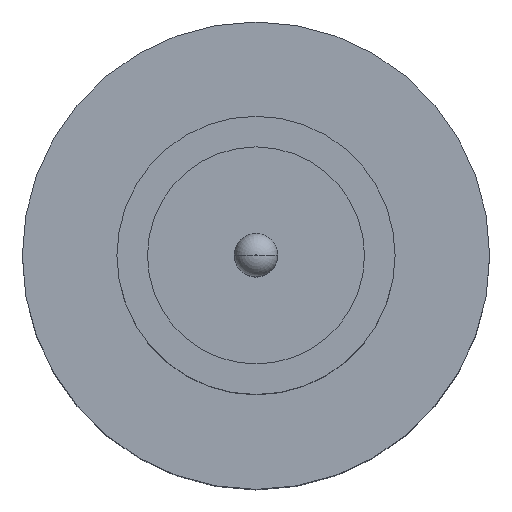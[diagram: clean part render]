
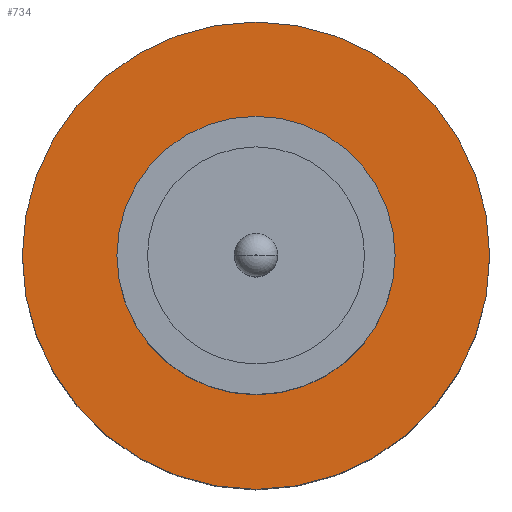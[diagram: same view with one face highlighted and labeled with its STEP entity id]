
A CAD part, top view. The second image highlights one B-rep face of the part: STEP entity #734.
In plain terms, the highlighted planar face has unit normal (0, 0, 1).
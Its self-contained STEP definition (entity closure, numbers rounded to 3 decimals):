
#57 = CARTESIAN_POINT ( 'NONE',  ( -1.25, 0., 1.55 ) ) ;
#63 = VERTEX_POINT ( 'NONE', #682 ) ;
#70 = CARTESIAN_POINT ( 'NONE',  ( 0., 0., 1.55 ) ) ;
#78 = CIRCLE ( 'NONE', #368, 1.25 ) ;
#94 = CIRCLE ( 'NONE', #261, 2.1 ) ;
#96 = AXIS2_PLACEMENT_3D ( 'NONE', #812, #816, #360 ) ;
#104 = ORIENTED_EDGE ( 'NONE', *, *, #398, .F. ) ;
#119 = EDGE_CURVE ( 'NONE', #326, #155, #94, .T. ) ;
#155 = VERTEX_POINT ( 'NONE', #239 ) ;
#187 = DIRECTION ( 'NONE',  ( 1., 0., 0. ) ) ;
#238 = DIRECTION ( 'NONE',  ( 1., 0., 0. ) ) ;
#239 = CARTESIAN_POINT ( 'NONE',  ( -2.1, 0., 1.55 ) ) ;
#249 = CIRCLE ( 'NONE', #96, 1.25 ) ;
#261 = AXIS2_PLACEMENT_3D ( 'NONE', #70, #936, #461 ) ;
#322 = DIRECTION ( 'NONE',  ( 1., 0., 0. ) ) ;
#326 = VERTEX_POINT ( 'NONE', #791 ) ;
#351 = EDGE_LOOP ( 'NONE', ( #104, #509 ) ) ;
#360 = DIRECTION ( 'NONE',  ( 1., 0., 0. ) ) ;
#368 = AXIS2_PLACEMENT_3D ( 'NONE', #736, #648, #187 ) ;
#391 = DIRECTION ( 'NONE',  ( 0., 0., 1. ) ) ;
#398 = EDGE_CURVE ( 'NONE', #63, #681, #78, .T. ) ;
#461 = DIRECTION ( 'NONE',  ( 1., 0., 0. ) ) ;
#509 = ORIENTED_EDGE ( 'NONE', *, *, #531, .F. ) ;
#521 = AXIS2_PLACEMENT_3D ( 'NONE', #1008, #772, #322 ) ;
#531 = EDGE_CURVE ( 'NONE', #681, #63, #249, .T. ) ;
#634 = CARTESIAN_POINT ( 'NONE',  ( 0., 0., 1.55 ) ) ;
#640 = EDGE_LOOP ( 'NONE', ( #914, #733 ) ) ;
#648 = DIRECTION ( 'NONE',  ( 0., 0., 1. ) ) ;
#681 = VERTEX_POINT ( 'NONE', #57 ) ;
#682 = CARTESIAN_POINT ( 'NONE',  ( 1.25, 0., 1.55 ) ) ;
#698 = EDGE_CURVE ( 'NONE', #155, #326, #969, .T. ) ;
#732 = FACE_BOUND ( 'NONE', #351, .T. ) ;
#733 = ORIENTED_EDGE ( 'NONE', *, *, #119, .T. ) ;
#734 = ADVANCED_FACE ( 'NONE', ( #732, #912 ), #938, .T. ) ;
#736 = CARTESIAN_POINT ( 'NONE',  ( 0., 0., 1.55 ) ) ;
#772 = DIRECTION ( 'NONE',  ( 0., 0., 1. ) ) ;
#791 = CARTESIAN_POINT ( 'NONE',  ( 2.1, 0., 1.55 ) ) ;
#812 = CARTESIAN_POINT ( 'NONE',  ( 0., 0., 1.55 ) ) ;
#816 = DIRECTION ( 'NONE',  ( 0., 0., 1. ) ) ;
#912 = FACE_OUTER_BOUND ( 'NONE', #640, .T. ) ;
#914 = ORIENTED_EDGE ( 'NONE', *, *, #698, .T. ) ;
#936 = DIRECTION ( 'NONE',  ( 0., 0., 1. ) ) ;
#938 = PLANE ( 'NONE',  #521 ) ;
#969 = CIRCLE ( 'NONE', #988, 2.1 ) ;
#988 = AXIS2_PLACEMENT_3D ( 'NONE', #634, #391, #238 ) ;
#1008 = CARTESIAN_POINT ( 'NONE',  ( 0., 0., 1.55 ) ) ;
